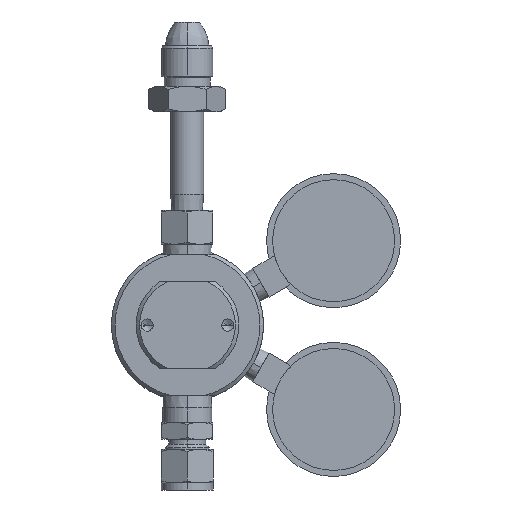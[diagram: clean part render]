
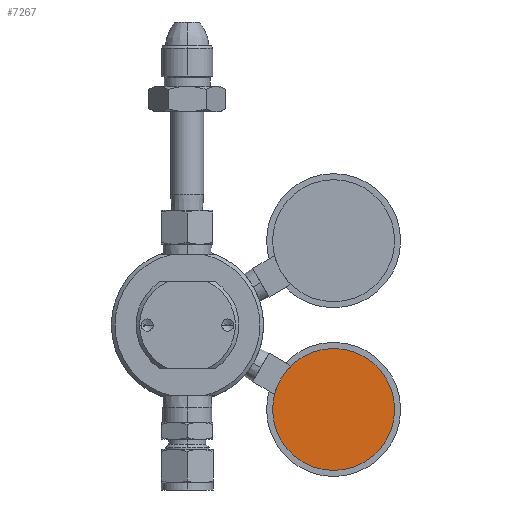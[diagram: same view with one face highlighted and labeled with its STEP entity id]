
A CAD part, front view. The second image highlights one B-rep face of the part: STEP entity #7267.
In plain terms, the highlighted face is planar.
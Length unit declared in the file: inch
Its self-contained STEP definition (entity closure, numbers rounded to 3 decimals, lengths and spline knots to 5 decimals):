
#6930=CARTESIAN_POINT('',(0.61,0.,0.));
#6931=DIRECTION('',(1.,0.,0.));
#6932=DIRECTION('',(0.,1.,0.));
#6933=AXIS2_PLACEMENT_3D('',#6930,#6931,#6932);
#6935=CARTESIAN_POINT('',(0.61,0.,0.));
#6936=DIRECTION('',(1.,0.,0.));
#6937=DIRECTION('',(0.,-1.,0.));
#6938=AXIS2_PLACEMENT_3D('',#6935,#6936,#6937);
#7052=CARTESIAN_POINT('',(0.61,1.0375,0.));
#7054=VERTEX_POINT('',#7052);
#7070=CARTESIAN_POINT('',(0.61,-1.0375,0.));
#7071=VERTEX_POINT('',#7070);
#7258=CARTESIAN_POINT('',(0.61,0.51875,0.));
#7259=DIRECTION('',(1.,0.,0.));
#7260=DIRECTION('',(0.,0.,-1.));
#7261=AXIS2_PLACEMENT_3D('',#7258,#7259,#7260);
#7262=PLANE('',#7261);
#7263=ORIENTED_EDGE('',*,*,#7227,.F.);
#7264=ORIENTED_EDGE('',*,*,#7253,.F.);
#7265=EDGE_LOOP('',(#7263,#7264));
#7266=FACE_OUTER_BOUND('',#7265,.F.);
#7267=ADVANCED_FACE('',(#7266),#7262,.T.);
#6934=CIRCLE('',#6933,1.0375);
#6939=CIRCLE('',#6938,1.0375);
#7227=EDGE_CURVE('',#7054,#7071,#6934,.T.);
#7253=EDGE_CURVE('',#7071,#7054,#6939,.T.);
